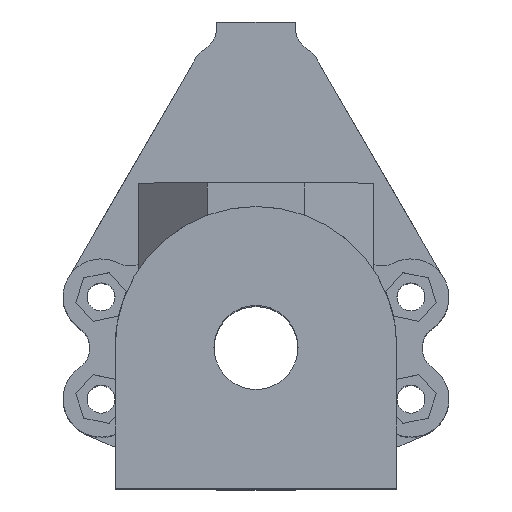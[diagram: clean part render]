
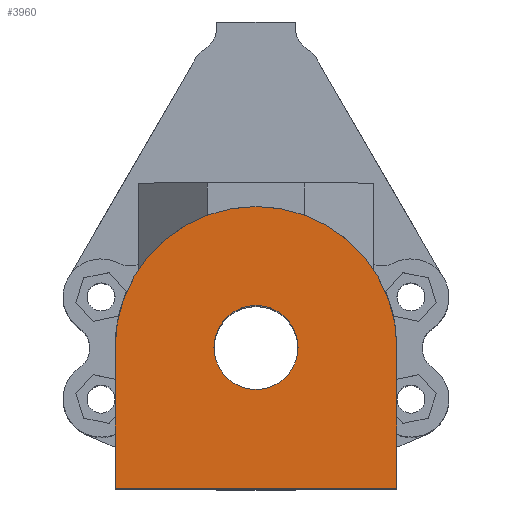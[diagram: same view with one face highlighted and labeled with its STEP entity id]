
A CAD part, top view. The second image highlights one B-rep face of the part: STEP entity #3960.
In plain terms, the highlighted planar face has unit normal (0, 0, 1).
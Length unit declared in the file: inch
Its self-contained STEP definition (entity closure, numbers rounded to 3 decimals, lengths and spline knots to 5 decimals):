
#55=FACE_BOUND('',#658,.T.);
#173=PLANE('',#4369);
#417=FACE_OUTER_BOUND('',#657,.T.);
#657=EDGE_LOOP('',(#3496,#3497,#3498,#3499));
#658=EDGE_LOOP('',(#3500));
#835=CIRCLE('',#4287,0.69335);
#855=CIRCLE('',#4368,0.20669);
#1130=LINE('',#6610,#1524);
#1133=LINE('',#6615,#1527);
#1134=LINE('',#6617,#1528);
#1524=VECTOR('',#5328,0.3937);
#1527=VECTOR('',#5333,0.3937);
#1528=VECTOR('',#5336,0.3937);
#1878=VERTEX_POINT('',#6316);
#1879=VERTEX_POINT('',#6318);
#1953=VERTEX_POINT('',#6609);
#1954=VERTEX_POINT('',#6613);
#1957=VERTEX_POINT('',#6629);
#2347=EDGE_CURVE('',#1879,#1878,#835,.T.);
#2475=EDGE_CURVE('',#1953,#1879,#1130,.T.);
#2478=EDGE_CURVE('',#1954,#1878,#1133,.T.);
#2479=EDGE_CURVE('',#1954,#1953,#1134,.T.);
#2485=EDGE_CURVE('',#1957,#1957,#855,.T.);
#3496=ORIENTED_EDGE('',*,*,#2347,.T.);
#3497=ORIENTED_EDGE('',*,*,#2478,.F.);
#3498=ORIENTED_EDGE('',*,*,#2479,.T.);
#3499=ORIENTED_EDGE('',*,*,#2475,.T.);
#3500=ORIENTED_EDGE('',*,*,#2485,.T.);
#3960=ADVANCED_FACE('',(#417,#55),#173,.T.);
#4287=AXIS2_PLACEMENT_3D('',#6319,#5081,#5082);
#4368=AXIS2_PLACEMENT_3D('',#6630,#5350,#5351);
#4369=AXIS2_PLACEMENT_3D('',#6632,#5353,#5354);
#5081=DIRECTION('center_axis',(0.,0.,1.));
#5082=DIRECTION('ref_axis',(1.,0.,0.));
#5328=DIRECTION('',(0.,1.,0.));
#5333=DIRECTION('',(0.,1.,0.));
#5336=DIRECTION('',(1.,0.,0.));
#5350=DIRECTION('center_axis',(0.,0.,-1.));
#5351=DIRECTION('ref_axis',(-1.,0.,0.));
#5353=DIRECTION('center_axis',(0.,0.,1.));
#5354=DIRECTION('ref_axis',(1.,0.,0.));
#6316=CARTESIAN_POINT('',(-0.69335,0.,1.69291));
#6318=CARTESIAN_POINT('',(0.69335,0.,1.69291));
#6319=CARTESIAN_POINT('Origin',(0.,0.,1.69291));
#6609=CARTESIAN_POINT('',(0.69335,-0.69335,1.69291));
#6610=CARTESIAN_POINT('',(0.69335,-0.69335,1.69291));
#6613=CARTESIAN_POINT('',(-0.69335,-0.69335,1.69291));
#6615=CARTESIAN_POINT('',(-0.69335,-0.69335,1.69291));
#6617=CARTESIAN_POINT('',(-0.69335,-0.69335,1.69291));
#6629=CARTESIAN_POINT('',(0.20669,0.,1.69291));
#6630=CARTESIAN_POINT('Origin',(0.,0.,1.69291));
#6632=CARTESIAN_POINT('Origin',(0.,0.,1.69291));
